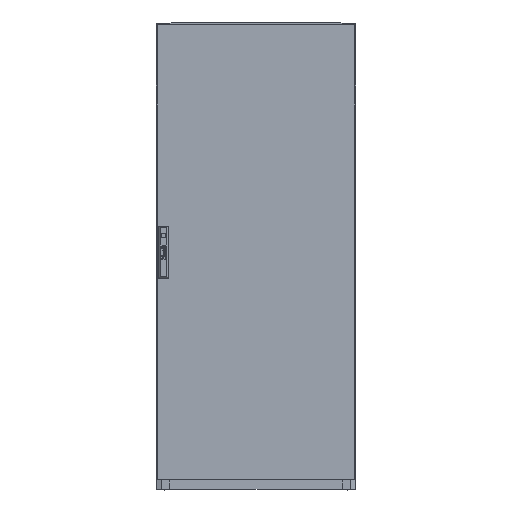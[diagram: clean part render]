
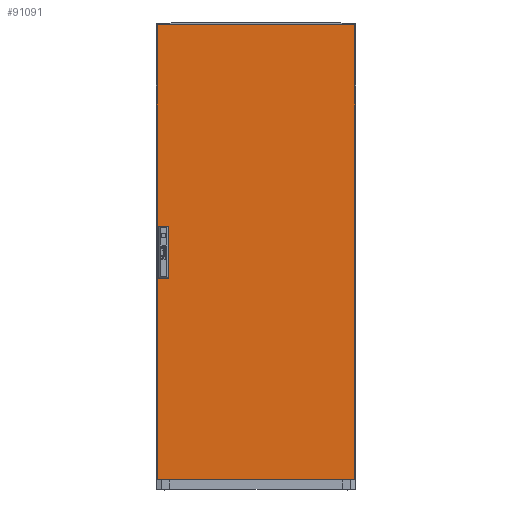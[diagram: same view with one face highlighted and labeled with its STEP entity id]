
A CAD part, top view. The second image highlights one B-rep face of the part: STEP entity #91091.
In plain terms, the highlighted planar face has unit normal (0, 0, 1).
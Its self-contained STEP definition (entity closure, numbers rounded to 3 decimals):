
#4314 = LINE ( 'NONE', #102631, #70900 ) ;
#4424 = CARTESIAN_POINT ( 'NONE',  ( 297., 683.5, 0. ) ) ;
#7814 = CARTESIAN_POINT ( 'NONE',  ( -297., -683.5, 0. ) ) ;
#8958 = CARTESIAN_POINT ( 'NONE',  ( 297., 683.5, 0. ) ) ;
#13652 = EDGE_CURVE ( 'NONE', #93496, #73929, #28303, .T. ) ;
#14546 = EDGE_CURVE ( 'NONE', #20036, #52208, #26568, .T. ) ;
#18030 = ORIENTED_EDGE ( 'NONE', *, *, #32611, .T. ) ;
#18238 = PLANE ( 'NONE',  #82915 ) ;
#19377 = CARTESIAN_POINT ( 'NONE',  ( -297., 683.5, 0. ) ) ;
#20036 = VERTEX_POINT ( 'NONE', #83829 ) ;
#21594 = DIRECTION ( 'NONE',  ( 0., 1., 0. ) ) ;
#21658 = ORIENTED_EDGE ( 'NONE', *, *, #54433, .T. ) ;
#21953 = CARTESIAN_POINT ( 'NONE',  ( -263., 0., 0. ) ) ;
#23203 = CARTESIAN_POINT ( 'NONE',  ( -263., -78.5, 0. ) ) ;
#26568 = LINE ( 'NONE', #41397, #95729 ) ;
#26963 = DIRECTION ( 'NONE',  ( 1., 0., 0. ) ) ;
#27357 = EDGE_LOOP ( 'NONE', ( #21658, #27750, #102189, #90193 ) ) ;
#27750 = ORIENTED_EDGE ( 'NONE', *, *, #60870, .T. ) ;
#28128 = DIRECTION ( 'NONE',  ( 0., -1., 0. ) ) ;
#28303 = LINE ( 'NONE', #19377, #30997 ) ;
#30997 = VECTOR ( 'NONE', #28128, 1000. ) ;
#31542 = LINE ( 'NONE', #7814, #37014 ) ;
#31658 = EDGE_CURVE ( 'NONE', #97096, #20036, #4314, .T. ) ;
#32611 = EDGE_CURVE ( 'NONE', #97096, #91319, #104354, .T. ) ;
#33515 = CARTESIAN_POINT ( 'NONE',  ( 297., -683.5, 0. ) ) ;
#33849 = LINE ( 'NONE', #4424, #77236 ) ;
#35234 = VECTOR ( 'NONE', #107164, 1000. ) ;
#35321 = CARTESIAN_POINT ( 'NONE',  ( 0., 0., 0. ) ) ;
#36356 = CARTESIAN_POINT ( 'NONE',  ( -297., 683.5, 0. ) ) ;
#37014 = VECTOR ( 'NONE', #59836, 1000. ) ;
#37034 = VECTOR ( 'NONE', #85078, 1000. ) ;
#39013 = CARTESIAN_POINT ( 'NONE',  ( -263., 78.5, 0. ) ) ;
#40699 = FACE_BOUND ( 'NONE', #48081, .T. ) ;
#41397 = CARTESIAN_POINT ( 'NONE',  ( -293.4, -78.5, 0. ) ) ;
#46564 = EDGE_CURVE ( 'NONE', #73929, #95932, #31542, .T. ) ;
#48081 = EDGE_LOOP ( 'NONE', ( #18030, #49940, #68845, #112194 ) ) ;
#49719 = EDGE_CURVE ( 'NONE', #91319, #52208, #53189, .T. ) ;
#49940 = ORIENTED_EDGE ( 'NONE', *, *, #49719, .T. ) ;
#52208 = VERTEX_POINT ( 'NONE', #23203 ) ;
#53189 = LINE ( 'NONE', #21953, #99197 ) ;
#54433 = EDGE_CURVE ( 'NONE', #95932, #57221, #33849, .T. ) ;
#57221 = VERTEX_POINT ( 'NONE', #8958 ) ;
#59836 = DIRECTION ( 'NONE',  ( 1., 0., 0. ) ) ;
#60118 = LINE ( 'NONE', #93410, #37034 ) ;
#60870 = EDGE_CURVE ( 'NONE', #57221, #93496, #60118, .T. ) ;
#68206 = DIRECTION ( 'NONE',  ( 0., -1., 0. ) ) ;
#68845 = ORIENTED_EDGE ( 'NONE', *, *, #14546, .F. ) ;
#70900 = VECTOR ( 'NONE', #68206, 1000. ) ;
#72688 = CARTESIAN_POINT ( 'NONE',  ( -293.4, 78.5, 0. ) ) ;
#73929 = VERTEX_POINT ( 'NONE', #81862 ) ;
#77236 = VECTOR ( 'NONE', #21594, 1000. ) ;
#78872 = DIRECTION ( 'NONE',  ( 0., 0., 1. ) ) ;
#81862 = CARTESIAN_POINT ( 'NONE',  ( -297., -683.5, 0. ) ) ;
#82624 = DIRECTION ( 'NONE',  ( 0., -1., 0. ) ) ;
#82915 = AXIS2_PLACEMENT_3D ( 'NONE', #35321, #78872, #26963 ) ;
#83829 = CARTESIAN_POINT ( 'NONE',  ( -293.4, -78.5, 0. ) ) ;
#85078 = DIRECTION ( 'NONE',  ( -1., 0., 0. ) ) ;
#90193 = ORIENTED_EDGE ( 'NONE', *, *, #46564, .T. ) ;
#91091 = ADVANCED_FACE ( 'NONE', ( #40699, #109807 ), #18238, .T. ) ;
#91319 = VERTEX_POINT ( 'NONE', #39013 ) ;
#93410 = CARTESIAN_POINT ( 'NONE',  ( -297., 683.5, 0. ) ) ;
#93496 = VERTEX_POINT ( 'NONE', #36356 ) ;
#95729 = VECTOR ( 'NONE', #101983, 1000. ) ;
#95932 = VERTEX_POINT ( 'NONE', #33515 ) ;
#97096 = VERTEX_POINT ( 'NONE', #112029 ) ;
#99197 = VECTOR ( 'NONE', #82624, 1000. ) ;
#101983 = DIRECTION ( 'NONE',  ( 1., 0., 0. ) ) ;
#102189 = ORIENTED_EDGE ( 'NONE', *, *, #13652, .T. ) ;
#102631 = CARTESIAN_POINT ( 'NONE',  ( -293.4, 0., 0. ) ) ;
#104354 = LINE ( 'NONE', #72688, #35234 ) ;
#107164 = DIRECTION ( 'NONE',  ( 1., 0., 0. ) ) ;
#109807 = FACE_OUTER_BOUND ( 'NONE', #27357, .T. ) ;
#112029 = CARTESIAN_POINT ( 'NONE',  ( -293.4, 78.5, 0. ) ) ;
#112194 = ORIENTED_EDGE ( 'NONE', *, *, #31658, .F. ) ;
